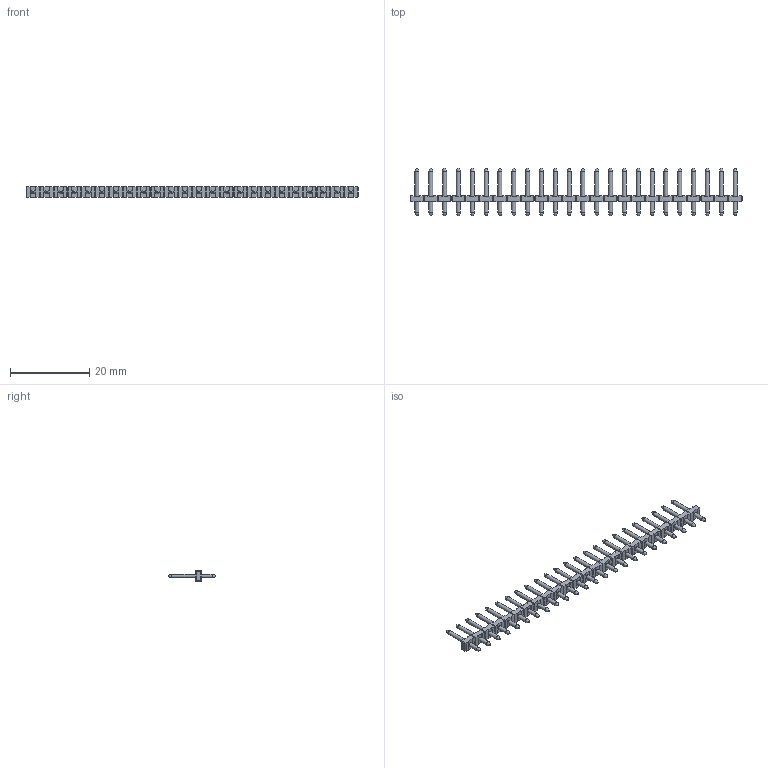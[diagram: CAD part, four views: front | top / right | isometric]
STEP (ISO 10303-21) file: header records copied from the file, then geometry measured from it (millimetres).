
FILE_DESCRIPTION((''),'2;1');
FILE_NAME('13933.4_STL1350_24_35_V.stp','2015-02-09T15:20:11',('swilken'),(''),'Autodesk Inventor 2011','Autodesk Inventor 2011','');
FILE_SCHEMA(('AUTOMOTIVE_DESIGN { 1 0 10303 214 1 1 1 1 }'));
Length unit declared in the file: millimetre
Products named in the file (1): 13933.4_STL1350_24_35_V
Bounding box: 84 x 12 x 2.7 mm (x, y, z)
Volume: 518.7 mm3; surface area: 1542.1 mm2
Topology: 1 solids, 1 shells, 626 faces, 1420 edges, 844 vertices
Faces by surface type: plane 530, bspline 48, cylinder 48
Full cylindrical faces by diameter (mm): 1 x48
Entity records: 17270 total; most frequent: CARTESIAN_POINT 3995, DIRECTION 2602, ORIENTED_EDGE 2600, EDGE_CURVE 1300, VECTOR 1156, LINE 1156, VERTEX_POINT 820, EDGE_LOOP 770
